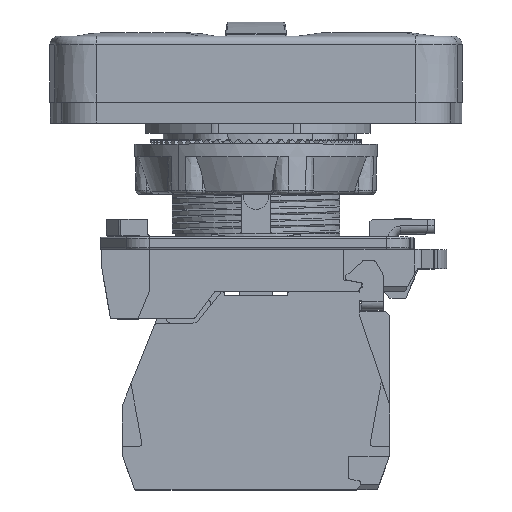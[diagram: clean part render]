
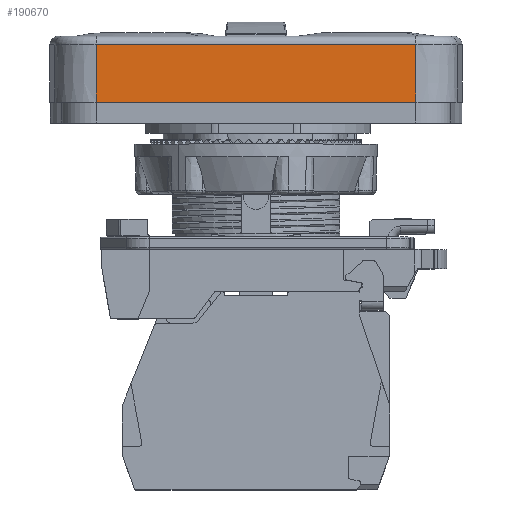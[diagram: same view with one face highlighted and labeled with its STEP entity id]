
A CAD part, top view. The second image highlights one B-rep face of the part: STEP entity #190670.
In plain terms, the highlighted face is planar.
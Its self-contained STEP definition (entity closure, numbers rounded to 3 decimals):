
#160259=DIRECTION('',(0.,0.,1.));
#160260=VECTOR('',#160259,38.212);
#160261=CARTESIAN_POINT('',(-14.706,28.206,
-19.106));
#160262=LINE('',#160261,#160260);
#160263=DIRECTION('',(-0.006,-1.,
0.));
#160264=VECTOR('',#160263,6.906);
#160265=CARTESIAN_POINT('',(-14.706,28.206,
19.106));
#160266=LINE('',#160265,#160264);
#160267=DIRECTION('',(0.,0.,1.));
#160268=VECTOR('',#160267,38.212);
#160269=CARTESIAN_POINT('',(-14.75,21.3,-19.106));
#160270=LINE('',#160269,#160268);
#160271=DIRECTION('',(-0.006,-1.,
0.));
#160272=VECTOR('',#160271,6.906);
#160273=CARTESIAN_POINT('',(-14.706,28.206,
-19.106));
#160274=LINE('',#160273,#160272);
#179900=CARTESIAN_POINT('',(-14.75,21.3,-19.106));
#179901=CARTESIAN_POINT('',(-14.75,21.3,19.106));
#179902=VERTEX_POINT('',#179900);
#179903=VERTEX_POINT('',#179901);
#179932=CARTESIAN_POINT('',(-14.706,28.206,
19.106));
#179934=VERTEX_POINT('',#179932);
#179958=CARTESIAN_POINT('',(-14.706,28.206,
-19.106));
#179959=VERTEX_POINT('',#179958);
#190657=CARTESIAN_POINT('',(-14.75,21.3,-24.147));
#190658=DIRECTION('',(-1.,0.006,0.));
#190659=DIRECTION('',(0.,0.,-1.));
#190660=AXIS2_PLACEMENT_3D('',#190657,#190658,#190659);
#190661=PLANE('',#190660);
#190663=ORIENTED_EDGE('',*,*,#190662,.T.);
#190664=ORIENTED_EDGE('',*,*,#190645,.T.);
#190665=ORIENTED_EDGE('',*,*,#190315,.F.);
#190667=ORIENTED_EDGE('',*,*,#190666,.F.);
#190668=EDGE_LOOP('',(#190663,#190664,#190665,#190667));
#190669=FACE_OUTER_BOUND('',#190668,.F.);
#190315=EDGE_CURVE('',#179902,#179903,#160270,.T.);
#190645=EDGE_CURVE('',#179934,#179903,#160266,.T.);
#190662=EDGE_CURVE('',#179959,#179934,#160262,.T.);
#190666=EDGE_CURVE('',#179959,#179902,#160274,.T.);
#190670=ADVANCED_FACE('',(#190669),#190661,.T.);
